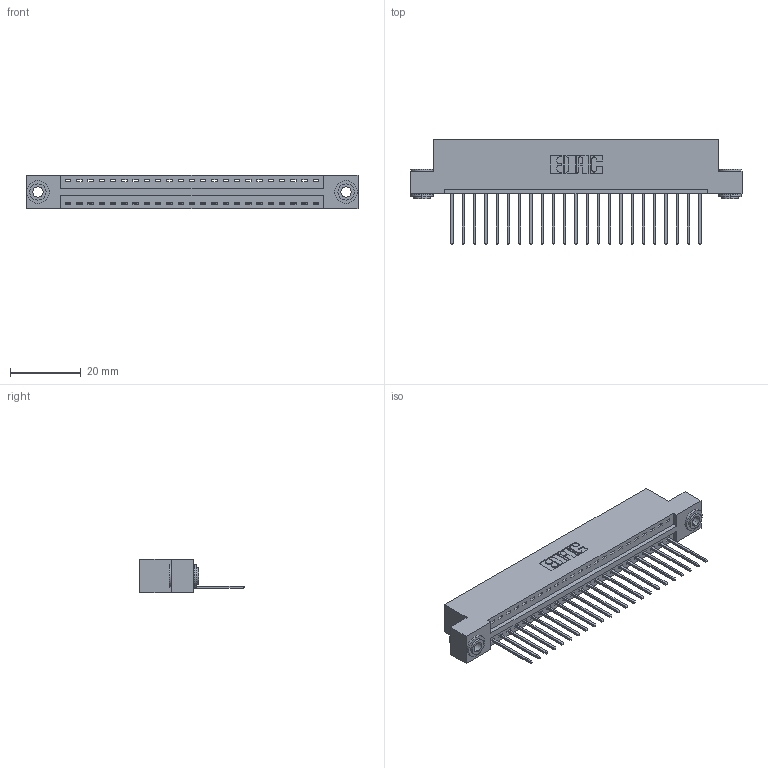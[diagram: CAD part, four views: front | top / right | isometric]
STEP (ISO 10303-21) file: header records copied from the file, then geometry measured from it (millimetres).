
FILE_DESCRIPTION (( 'STEP AP203' ), '1' );
FILE_NAME ('346-023-540-103.STEP', '2022-05-05T21:21:01', ( '' ), ( '' ), 'SwSTEP 2.0', 'SolidWorks 2020', '' );
FILE_SCHEMA (( 'CONFIG_CONTROL_DESIGN' ));
Length unit declared in the file: inch
Products named in the file (4): 346 Part_Flush Mounting Lugs - 0.156 Dia-TH; 345-250-002_345-250-002-102; 346-023-540-103; 345-292-001_345-293-140
Assembly tree (26 placements, depth 2):
  346-023-540-103
    346 Part_Flush Mounting Lugs - 0.156 Dia-TH
    345-292-001_345-293-140  x23
    345-250-002_345-250-002-102  x2
Bounding box: 93.6 x 29.46 x 9.4 mm (x, y, z)
Volume: 8861 mm3; surface area: 11349 mm2
Topology: 26 solids, 26 shells, 1508 faces, 4489 edges, 2958 vertices
Faces by surface type: plane 1020, cylinder 480, cone 8
Entity records: 17916 total; most frequent: CARTESIAN_POINT 3058, ORIENTED_EDGE 3006, DIRECTION 2751, EDGE_CURVE 1503, LINE 1255, VECTOR 1255, VERTEX_POINT 998, AXIS2_PLACEMENT_3D 748
